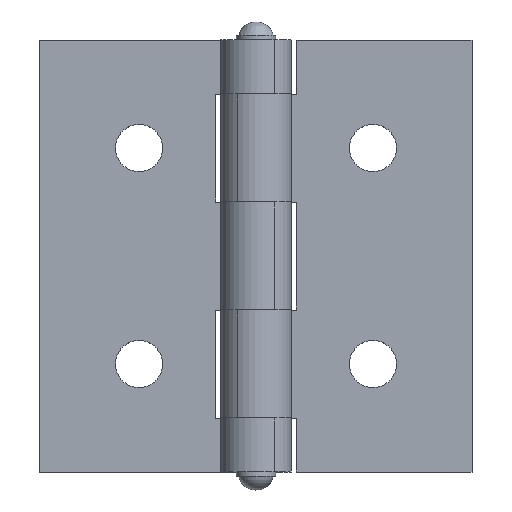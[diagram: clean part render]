
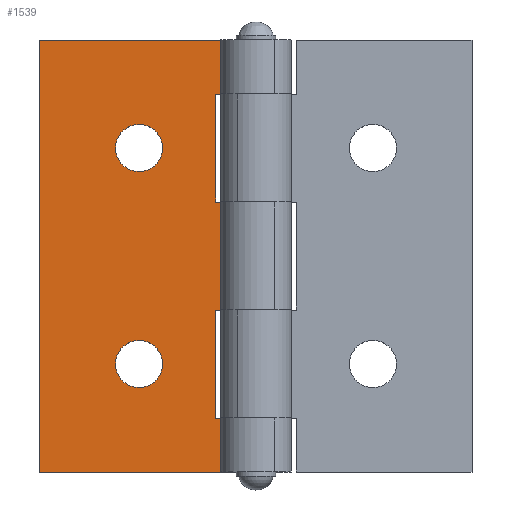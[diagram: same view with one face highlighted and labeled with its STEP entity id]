
A CAD part, top view. The second image highlights one B-rep face of the part: STEP entity #1539.
In plain terms, the highlighted planar face has unit normal (0, 0, 1).
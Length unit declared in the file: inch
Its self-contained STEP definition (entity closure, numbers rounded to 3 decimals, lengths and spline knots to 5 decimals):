
#849=CARTESIAN_POINT('',(0.164,0.,0.12));
#850=VERTEX_POINT('',#849);
#859=CARTESIAN_POINT('',(-0.164,0.0,0.12));
#860=VERTEX_POINT('',#859);
#861=CARTESIAN_POINT('',(0.0,0.0,0.12));
#862=DIRECTION('',(0.0,0.0,-1.0));
#863=DIRECTION('',(1.0,0.0,0.0));
#864=AXIS2_PLACEMENT_3D('',#861,#862,#863);
#865=CIRCLE('',#864,0.164);
#866=EDGE_CURVE('',#860,#850,#865,.T.);
#891=CARTESIAN_POINT('',(0.164,1.5,0.12));
#892=VERTEX_POINT('',#891);
#901=CARTESIAN_POINT('',(-0.164,1.5,0.12));
#902=VERTEX_POINT('',#901);
#903=CARTESIAN_POINT('',(0.0,1.5,0.12));
#904=DIRECTION('',(0.0,0.0,-1.0));
#905=DIRECTION('',(1.0,0.0,0.0));
#906=AXIS2_PLACEMENT_3D('',#903,#904,#905);
#907=CIRCLE('',#906,0.164);
#908=EDGE_CURVE('',#902,#892,#907,.T.);
#942=CARTESIAN_POINT('',(0.0,1.5,0.12));
#943=DIRECTION('',(0.0,0.0,-1.0));
#944=DIRECTION('',(1.0,0.0,0.0));
#945=AXIS2_PLACEMENT_3D('',#942,#943,#944);
#946=CIRCLE('',#945,0.164);
#947=EDGE_CURVE('',#892,#902,#946,.T.);
#966=CARTESIAN_POINT('',(0.0,0.0,0.12));
#967=DIRECTION('',(0.0,0.0,-1.0));
#968=DIRECTION('',(1.0,0.0,0.0));
#969=AXIS2_PLACEMENT_3D('',#966,#967,#968);
#970=CIRCLE('',#969,0.164);
#971=EDGE_CURVE('',#850,#860,#970,.T.);
#989=CARTESIAN_POINT('',(0.5332,-0.375,0.12));
#990=VERTEX_POINT('',#989);
#997=CARTESIAN_POINT('',(0.812,-0.375,0.12));
#998=VERTEX_POINT('',#997);
#999=CARTESIAN_POINT('',(0.812,-0.375,0.12));
#1000=DIRECTION('',(-1.0,0.0,0.0));
#1001=VECTOR('',#1000,0.2788);
#1002=LINE('',#999,#1001);
#1003=EDGE_CURVE('',#998,#990,#1002,.T.);
#1045=CARTESIAN_POINT('',(0.5332,0.375,0.12));
#1046=VERTEX_POINT('',#1045);
#1053=CARTESIAN_POINT('',(0.5332,-0.375,0.12));
#1054=DIRECTION('',(0.0,1.0,0.0));
#1055=VECTOR('',#1054,0.75);
#1056=LINE('',#1053,#1055);
#1057=EDGE_CURVE('',#990,#1046,#1056,.T.);
#1091=CARTESIAN_POINT('',(0.812,0.375,0.12));
#1092=VERTEX_POINT('',#1091);
#1100=CARTESIAN_POINT('',(0.5332,0.375,0.12));
#1101=DIRECTION('',(1.0,0.0,0.0));
#1102=VECTOR('',#1101,0.2788);
#1103=LINE('',#1100,#1102);
#1104=EDGE_CURVE('',#1046,#1092,#1103,.T.);
#1123=CARTESIAN_POINT('',(0.5332,1.125,0.12));
#1124=VERTEX_POINT('',#1123);
#1131=CARTESIAN_POINT('',(0.812,1.125,0.12));
#1132=VERTEX_POINT('',#1131);
#1133=CARTESIAN_POINT('',(0.812,1.125,0.12));
#1134=DIRECTION('',(-1.0,0.0,0.0));
#1135=VECTOR('',#1134,0.2788);
#1136=LINE('',#1133,#1135);
#1137=EDGE_CURVE('',#1132,#1124,#1136,.T.);
#1179=CARTESIAN_POINT('',(0.5332,1.875,0.12));
#1180=VERTEX_POINT('',#1179);
#1187=CARTESIAN_POINT('',(0.5332,1.125,0.12));
#1188=DIRECTION('',(0.0,1.0,0.0));
#1189=VECTOR('',#1188,0.75);
#1190=LINE('',#1187,#1189);
#1191=EDGE_CURVE('',#1124,#1180,#1190,.T.);
#1225=CARTESIAN_POINT('',(0.812,1.875,0.12));
#1226=VERTEX_POINT('',#1225);
#1234=CARTESIAN_POINT('',(0.5332,1.875,0.12));
#1235=DIRECTION('',(1.0,0.0,0.0));
#1236=VECTOR('',#1235,0.2788);
#1237=LINE('',#1234,#1236);
#1238=EDGE_CURVE('',#1180,#1226,#1237,.T.);
#1382=CARTESIAN_POINT('',(0.812,-0.75,0.12));
#1383=VERTEX_POINT('',#1382);
#1384=CARTESIAN_POINT('',(0.812,-0.75,0.12));
#1385=DIRECTION('',(0.0,1.0,0.0));
#1386=VECTOR('',#1385,0.375);
#1387=LINE('',#1384,#1386);
#1388=EDGE_CURVE('',#1383,#998,#1387,.T.);
#1406=CARTESIAN_POINT('',(0.812,2.25,0.12));
#1407=VERTEX_POINT('',#1406);
#1415=CARTESIAN_POINT('',(0.812,1.875,0.12));
#1416=DIRECTION('',(0.0,1.0,0.0));
#1417=VECTOR('',#1416,0.375);
#1418=LINE('',#1415,#1417);
#1419=EDGE_CURVE('',#1226,#1407,#1418,.T.);
#1430=CARTESIAN_POINT('',(-0.688,2.25,0.12));
#1431=VERTEX_POINT('',#1430);
#1439=CARTESIAN_POINT('',(-0.688,-0.75,0.12));
#1440=VERTEX_POINT('',#1439);
#1447=CARTESIAN_POINT('',(-0.688,-0.75,0.12));
#1448=DIRECTION('',(0.0,1.0,0.0));
#1449=VECTOR('',#1448,3.);
#1450=LINE('',#1447,#1449);
#1451=EDGE_CURVE('',#1440,#1431,#1450,.T.);
#1492=CARTESIAN_POINT('',(0.812,0.375,0.12));
#1493=DIRECTION('',(0.0,1.0,0.0));
#1494=VECTOR('',#1493,0.75);
#1495=LINE('',#1492,#1494);
#1496=EDGE_CURVE('',#1092,#1132,#1495,.T.);
#1502=CARTESIAN_POINT('',(0.812,-0.75,0.12));
#1503=DIRECTION('',(0.0,0.0,1.0));
#1504=DIRECTION('',(0.0,1.0,0.0));
#1505=AXIS2_PLACEMENT_3D('',#1502,#1503,#1504);
#1506=PLANE('',#1505);
#1507=ORIENTED_EDGE('',*,*,#1104,.T.);
#1508=ORIENTED_EDGE('',*,*,#1496,.T.);
#1509=ORIENTED_EDGE('',*,*,#1137,.T.);
#1510=ORIENTED_EDGE('',*,*,#1191,.T.);
#1511=ORIENTED_EDGE('',*,*,#1238,.T.);
#1512=ORIENTED_EDGE('',*,*,#1419,.T.);
#1513=CARTESIAN_POINT('',(0.812,2.25,0.12));
#1514=DIRECTION('',(-1.0,0.0,0.0));
#1515=VECTOR('',#1514,1.5);
#1516=LINE('',#1513,#1515);
#1517=EDGE_CURVE('',#1407,#1431,#1516,.T.);
#1518=ORIENTED_EDGE('',*,*,#1517,.T.);
#1519=ORIENTED_EDGE('',*,*,#1451,.F.);
#1520=CARTESIAN_POINT('',(-0.688,-0.75,0.12));
#1521=DIRECTION('',(1.0,0.0,0.0));
#1522=VECTOR('',#1521,1.5);
#1523=LINE('',#1520,#1522);
#1524=EDGE_CURVE('',#1440,#1383,#1523,.T.);
#1525=ORIENTED_EDGE('',*,*,#1524,.T.);
#1526=ORIENTED_EDGE('',*,*,#1388,.T.);
#1527=ORIENTED_EDGE('',*,*,#1003,.T.);
#1528=ORIENTED_EDGE('',*,*,#1057,.T.);
#1529=EDGE_LOOP('',(#1507,#1508,#1509,#1510,#1511,#1512,#1518,#1519,#1525,#1526,#1527,#1528));
#1530=FACE_OUTER_BOUND('',#1529,.T.);
#1531=ORIENTED_EDGE('',*,*,#908,.T.);
#1532=ORIENTED_EDGE('',*,*,#947,.T.);
#1533=EDGE_LOOP('',(#1531,#1532));
#1534=FACE_BOUND('',#1533,.T.);
#1535=ORIENTED_EDGE('',*,*,#866,.T.);
#1536=ORIENTED_EDGE('',*,*,#971,.T.);
#1537=EDGE_LOOP('',(#1535,#1536));
#1538=FACE_BOUND('',#1537,.T.);
#1539=ADVANCED_FACE('',(#1530,#1534,#1538),#1506,.T.);
